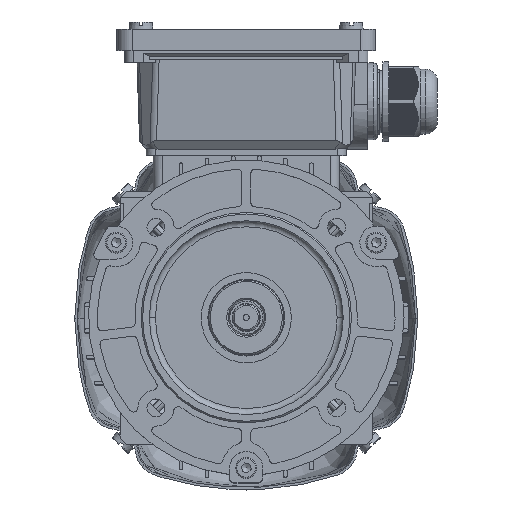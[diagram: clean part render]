
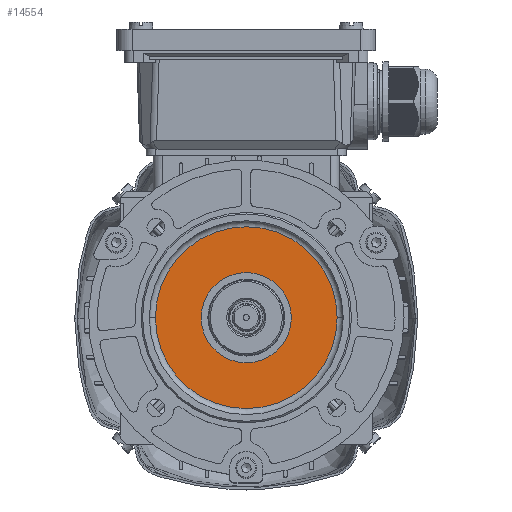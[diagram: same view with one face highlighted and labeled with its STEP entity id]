
A CAD part, top view. The second image highlights one B-rep face of the part: STEP entity #14554.
In plain terms, the highlighted planar face has unit normal (0, 0, 1).
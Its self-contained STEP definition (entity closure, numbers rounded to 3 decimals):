
#1171=PLANE('',#61215);
#2689=FACE_BOUND('',#20997,.T.);
#2690=FACE_BOUND('',#20998,.T.);
#14554=ADVANCED_FACE('',(#2689,#2690),#1171,.F.);
#20997=EDGE_LOOP('',(#32140,#32141));
#20998=EDGE_LOOP('',(#32142,#32143));
#24483=CIRCLE('',#61041,15.);
#24485=CIRCLE('',#61044,30.25);
#24623=CIRCLE('',#61212,30.25);
#24624=CIRCLE('',#61214,15.);
#32140=ORIENTED_EDGE('',*,*,#51927,.F.);
#32141=ORIENTED_EDGE('',*,*,#52139,.F.);
#32142=ORIENTED_EDGE('',*,*,#52138,.T.);
#32143=ORIENTED_EDGE('',*,*,#51931,.T.);
#45258=VERTEX_POINT('',#89990);
#45259=VERTEX_POINT('',#89991);
#45262=VERTEX_POINT('',#89999);
#45263=VERTEX_POINT('',#90000);
#51927=EDGE_CURVE('',#45258,#45259,#24483,.T.);
#51931=EDGE_CURVE('',#45262,#45263,#24485,.T.);
#52138=EDGE_CURVE('',#45263,#45262,#24623,.T.);
#52139=EDGE_CURVE('',#45259,#45258,#24624,.T.);
#61041=AXIS2_PLACEMENT_3D('',#89989,#70621,#70622);
#61044=AXIS2_PLACEMENT_3D('',#89998,#70629,#70630);
#61212=AXIS2_PLACEMENT_3D('',#90500,#71018,#71019);
#61214=AXIS2_PLACEMENT_3D('',#90502,#71022,#71023);
#61215=AXIS2_PLACEMENT_3D('',#90503,#71024,#71025);
#70621=DIRECTION('',(0.,0.,1.));
#70622=DIRECTION('',(1.,0.,0.));
#70629=DIRECTION('',(0.,0.,1.));
#70630=DIRECTION('',(1.,0.,0.));
#71018=DIRECTION('',(0.,0.,1.));
#71019=DIRECTION('',(1.,0.,0.));
#71022=DIRECTION('',(0.,0.,1.));
#71023=DIRECTION('',(1.,0.,0.));
#71024=DIRECTION('',(0.,0.,-1.));
#71025=DIRECTION('',(1.,0.,0.));
#89989=CARTESIAN_POINT('',(3.42,-1.52,66.));
#89990=CARTESIAN_POINT('',(18.42,-1.52,66.));
#89991=CARTESIAN_POINT('',(-11.58,-1.52,66.));
#89998=CARTESIAN_POINT('',(3.42,-1.52,66.));
#89999=CARTESIAN_POINT('',(-26.83,-1.52,66.));
#90000=CARTESIAN_POINT('',(33.67,-1.52,66.));
#90500=CARTESIAN_POINT('',(3.42,-1.52,66.));
#90502=CARTESIAN_POINT('',(3.42,-1.52,66.));
#90503=CARTESIAN_POINT('',(3.42,13.48,66.));
